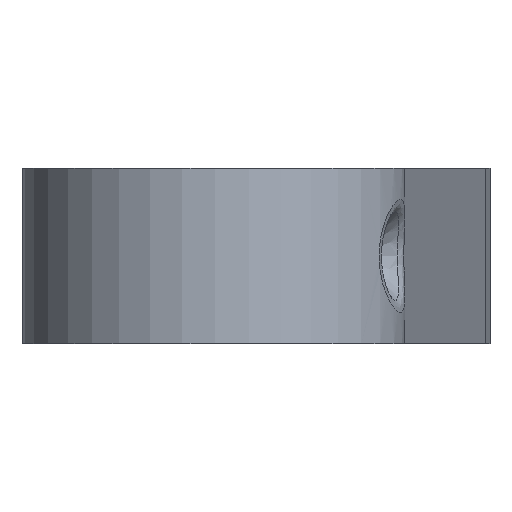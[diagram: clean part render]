
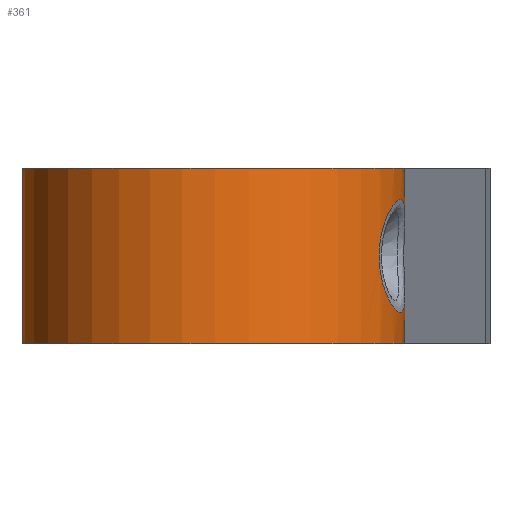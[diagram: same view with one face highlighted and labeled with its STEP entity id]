
A CAD part, left-side view. The second image highlights one B-rep face of the part: STEP entity #361.
In plain terms, the highlighted cylindrical face has radius 21.75 mm (diameter 43.5 mm), a partial arc.
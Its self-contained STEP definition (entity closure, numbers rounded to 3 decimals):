
#19=FACE_BOUND('',#113,.T.);
#29=CIRCLE('',#393,21.75);
#30=CIRCLE('',#394,21.75);
#46=LINE('',#1282,#63);
#47=LINE('',#1286,#64);
#63=VECTOR('',#434,10.);
#64=VECTOR('',#437,10.);
#78=CYLINDRICAL_SURFACE('',#392,21.75);
#93=FACE_OUTER_BOUND('',#112,.T.);
#112=EDGE_LOOP('',(#274,#275,#276,#277));
#113=EDGE_LOOP('',(#278));
#143=B_SPLINE_CURVE_WITH_KNOTS('',3,(#1058,#1059,#1060,#1061,#1062,#1063,
#1064,#1065,#1066,#1067,#1068,#1069,#1070,#1071,#1072,#1073,#1074,#1075,
#1076,#1077,#1078,#1079,#1080),.UNSPECIFIED.,.T.,.F.,(4,1,1,1,1,1,1,1,1,
1,1,1,1,1,1,1,1,1,1,1,4),(-0.965,-0.875,-0.784,
-0.724,-0.663,-0.603,-0.542,
-0.482,-0.422,-0.376,-0.331,
-0.286,-0.274,-0.263,-0.252,
-0.246,-0.24,-0.18,-0.12,
-0.06,0.),.UNSPECIFIED.);
#165=VERTEX_POINT('',#1056);
#168=VERTEX_POINT('',#1280);
#169=VERTEX_POINT('',#1281);
#170=VERTEX_POINT('',#1283);
#171=VERTEX_POINT('',#1285);
#205=EDGE_CURVE('',#165,#165,#143,.T.);
#210=EDGE_CURVE('',#168,#169,#46,.T.);
#211=EDGE_CURVE('',#170,#168,#29,.T.);
#212=EDGE_CURVE('',#171,#170,#47,.T.);
#213=EDGE_CURVE('',#171,#169,#30,.T.);
#274=ORIENTED_EDGE('',*,*,#210,.F.);
#275=ORIENTED_EDGE('',*,*,#211,.F.);
#276=ORIENTED_EDGE('',*,*,#212,.F.);
#277=ORIENTED_EDGE('',*,*,#213,.T.);
#278=ORIENTED_EDGE('',*,*,#205,.F.);
#361=ADVANCED_FACE('',(#93,#19),#78,.T.);
#392=AXIS2_PLACEMENT_3D('',#1279,#432,#433);
#393=AXIS2_PLACEMENT_3D('',#1284,#435,#436);
#394=AXIS2_PLACEMENT_3D('',#1287,#438,#439);
#432=DIRECTION('center_axis',(0.,0.,1.));
#433=DIRECTION('ref_axis',(-0.986,0.164,0.));
#434=DIRECTION('',(0.,0.,-1.));
#435=DIRECTION('center_axis',(0.,0.,1.));
#436=DIRECTION('ref_axis',(1.,0.,0.));
#437=DIRECTION('',(0.,0.,1.));
#438=DIRECTION('center_axis',(0.,0.,1.));
#439=DIRECTION('ref_axis',(1.,0.,0.));
#1056=CARTESIAN_POINT('',(-177.913,-21.65,10.));
#1058=CARTESIAN_POINT('Ctrl Pts',(-177.913,-21.65,10.));
#1059=CARTESIAN_POINT('Ctrl Pts',(-177.913,-21.65,11.232));
#1060=CARTESIAN_POINT('Ctrl Pts',(-178.668,-21.746,13.697));
#1061=CARTESIAN_POINT('Ctrl Pts',(-181.489,-21.783,15.988));
#1062=CARTESIAN_POINT('Ctrl Pts',(-184.635,-21.313,16.607));
#1063=CARTESIAN_POINT('Ctrl Pts',(-187.241,-20.562,16.059));
#1064=CARTESIAN_POINT('Ctrl Pts',(-189.302,-19.69,14.574));
#1065=CARTESIAN_POINT('Ctrl Pts',(-190.586,-19.008,12.442));
#1066=CARTESIAN_POINT('Ctrl Pts',(-191.016,-18.752,9.976));
#1067=CARTESIAN_POINT('Ctrl Pts',(-190.607,-18.994,7.719));
#1068=CARTESIAN_POINT('Ctrl Pts',(-189.613,-19.523,5.914));
#1069=CARTESIAN_POINT('Ctrl Pts',(-188.27,-20.139,4.613));
#1070=CARTESIAN_POINT('Ctrl Pts',(-186.977,-20.614,3.977));
#1071=CARTESIAN_POINT('Ctrl Pts',(-186.038,-20.897,3.726));
#1072=CARTESIAN_POINT('Ctrl Pts',(-185.557,-21.03,3.636));
#1073=CARTESIAN_POINT('Ctrl Pts',(-185.148,-21.133,3.592));
#1074=CARTESIAN_POINT('Ctrl Pts',(-184.818,-21.21,3.575));
#1075=CARTESIAN_POINT('Ctrl Pts',(-183.773,-21.441,3.56));
#1076=CARTESIAN_POINT('Ctrl Pts',(-181.908,-21.715,3.941));
#1077=CARTESIAN_POINT('Ctrl Pts',(-179.683,-21.774,5.422));
#1078=CARTESIAN_POINT('Ctrl Pts',(-178.244,-21.685,7.547));
#1079=CARTESIAN_POINT('Ctrl Pts',(-177.913,-21.65,9.182));
#1080=CARTESIAN_POINT('Ctrl Pts',(-177.913,-21.65,10.));
#1279=CARTESIAN_POINT('Origin',(-180.,0.,0.));
#1280=CARTESIAN_POINT('',(-161.,-10.585,20.));
#1281=CARTESIAN_POINT('',(-161.,-10.585,0.));
#1282=CARTESIAN_POINT('',(-161.,-10.585,0.));
#1283=CARTESIAN_POINT('',(-158.594,3.851,20.));
#1284=CARTESIAN_POINT('Origin',(-180.,0.,20.));
#1285=CARTESIAN_POINT('',(-158.594,3.851,0.));
#1286=CARTESIAN_POINT('',(-158.594,3.851,0.));
#1287=CARTESIAN_POINT('Origin',(-180.,0.,0.));
